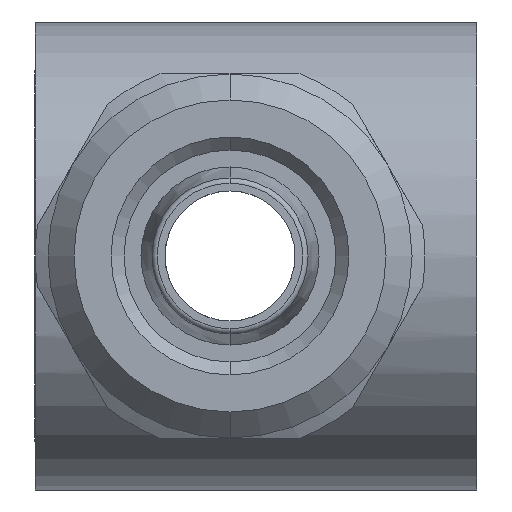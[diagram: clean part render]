
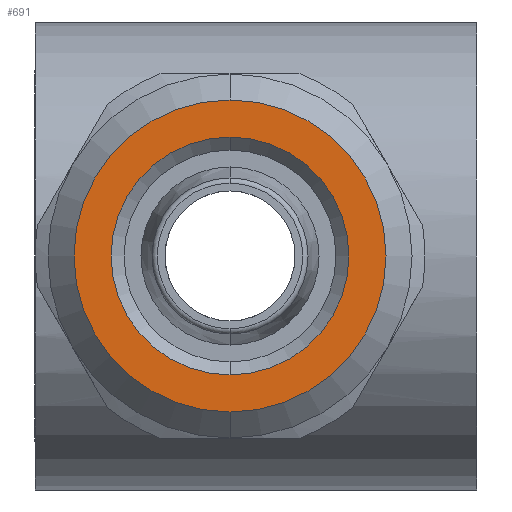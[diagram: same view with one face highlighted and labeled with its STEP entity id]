
A CAD part, left-side view. The second image highlights one B-rep face of the part: STEP entity #691.
In plain terms, the highlighted planar face has unit normal (-1, 0, 0).
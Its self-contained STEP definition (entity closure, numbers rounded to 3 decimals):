
#84 = AXIS2_PLACEMENT_3D ( 'NONE', #3053, #2994, #3167 ) ;
#691 = ADVANCED_FACE ( 'NONE', ( #3218, #3351 ), #3015, .T. ) ;
#901 = EDGE_LOOP ( 'NONE', ( #1678, #1867 ) ) ;
#910 = EDGE_LOOP ( 'NONE', ( #1800, #1710 ) ) ;
#1036 = VERTEX_POINT ( 'NONE', #3062 ) ;
#1144 = VERTEX_POINT ( 'NONE', #3127 ) ;
#1152 = VERTEX_POINT ( 'NONE', #3094 ) ;
#1613 = CARTESIAN_POINT ( 'NONE',  ( -24.852, 0., 6. ) ) ;
#1678 = ORIENTED_EDGE ( 'NONE', *, *, #3493, .T. ) ;
#1710 = ORIENTED_EDGE ( 'NONE', *, *, #3559, .F. ) ;
#1726 = VERTEX_POINT ( 'NONE', #1613 ) ;
#1800 = ORIENTED_EDGE ( 'NONE', *, *, #3492, .F. ) ;
#1867 = ORIENTED_EDGE ( 'NONE', *, *, #3579, .T. ) ;
#2151 = DIRECTION ( 'NONE',  ( 0., 0., -1. ) ) ;
#2173 = CARTESIAN_POINT ( 'NONE',  ( -24.852, 0., 0. ) ) ;
#2187 = CARTESIAN_POINT ( 'NONE',  ( -24.852, 0., 0. ) ) ;
#2188 = DIRECTION ( 'NONE',  ( 0., 0., -1. ) ) ;
#2191 = DIRECTION ( 'NONE',  ( 1., 0., 0. ) ) ;
#2362 = DIRECTION ( 'NONE',  ( 1., 0., 0. ) ) ;
#2390 = AXIS2_PLACEMENT_3D ( 'NONE', #2173, #2362, #2151 ) ;
#2401 = CIRCLE ( 'NONE', #2390, 6. ) ;
#2451 = CIRCLE ( 'NONE', #2452, 4.575 ) ;
#2452 = AXIS2_PLACEMENT_3D ( 'NONE', #2187, #2191, #2188 ) ;
#2472 = CIRCLE ( 'NONE', #2554, 4.575 ) ;
#2543 = CIRCLE ( 'NONE', #2548, 6. ) ;
#2548 = AXIS2_PLACEMENT_3D ( 'NONE', #2942, #2800, #2767 ) ;
#2554 = AXIS2_PLACEMENT_3D ( 'NONE', #2879, #2922, #2882 ) ;
#2767 = DIRECTION ( 'NONE',  ( 0., 0., -1. ) ) ;
#2800 = DIRECTION ( 'NONE',  ( 1., 0., 0. ) ) ;
#2879 = CARTESIAN_POINT ( 'NONE',  ( -24.852, 0., 0. ) ) ;
#2882 = DIRECTION ( 'NONE',  ( 0., 0., -1. ) ) ;
#2922 = DIRECTION ( 'NONE',  ( 1., 0., 0. ) ) ;
#2942 = CARTESIAN_POINT ( 'NONE',  ( -24.852, 0., 0. ) ) ;
#2994 = DIRECTION ( 'NONE',  ( -1., 0., 0. ) ) ;
#3015 = PLANE ( 'NONE',  #84 ) ;
#3053 = CARTESIAN_POINT ( 'NONE',  ( -24.852, 6., 0. ) ) ;
#3062 = CARTESIAN_POINT ( 'NONE',  ( -24.852, 0., -6. ) ) ;
#3094 = CARTESIAN_POINT ( 'NONE',  ( -24.852, 0., 4.575 ) ) ;
#3127 = CARTESIAN_POINT ( 'NONE',  ( -24.852, 0., -4.575 ) ) ;
#3167 = DIRECTION ( 'NONE',  ( 0., 0., 1. ) ) ;
#3218 = FACE_BOUND ( 'NONE', #901, .T. ) ;
#3351 = FACE_OUTER_BOUND ( 'NONE', #910, .T. ) ;
#3492 = EDGE_CURVE ( 'NONE', #1036, #1726, #2543, .T. ) ;
#3493 = EDGE_CURVE ( 'NONE', #1152, #1144, #2472, .T. ) ;
#3559 = EDGE_CURVE ( 'NONE', #1726, #1036, #2401, .T. ) ;
#3579 = EDGE_CURVE ( 'NONE', #1144, #1152, #2451, .T. ) ;
